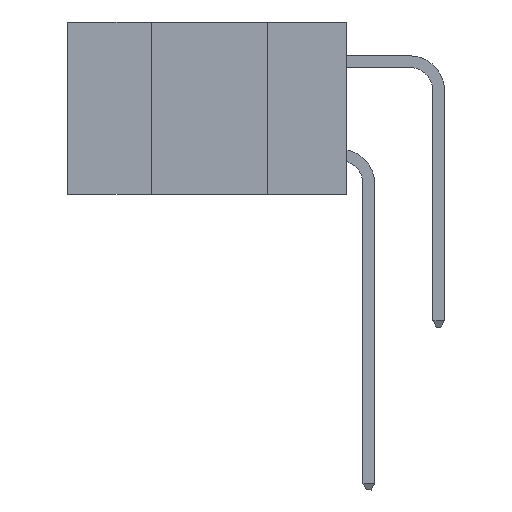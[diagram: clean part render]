
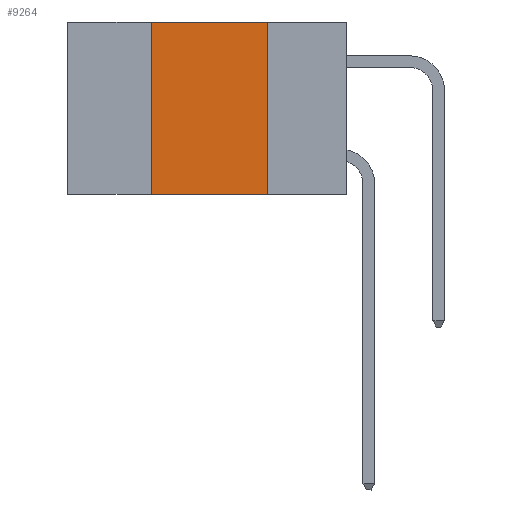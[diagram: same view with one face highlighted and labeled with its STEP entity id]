
A CAD part, left-side view. The second image highlights one B-rep face of the part: STEP entity #9264.
In plain terms, the highlighted planar face has unit normal (-1, 0, 0).
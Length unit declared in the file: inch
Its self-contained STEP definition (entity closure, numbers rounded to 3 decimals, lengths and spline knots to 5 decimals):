
#154 = DIRECTION ( 'NONE',  ( 0., -1., 0. ) ) ;
#1303 = AXIS2_PLACEMENT_3D ( 'NONE', #16079, #1336, #12838 ) ;
#1305 = VECTOR ( 'NONE', #9426, 39.37008 ) ;
#1336 = DIRECTION ( 'NONE',  ( 1., 0., 0. ) ) ;
#2005 = DIRECTION ( 'NONE',  ( 0., -1., 0. ) ) ;
#3841 = VERTEX_POINT ( 'NONE', #9751 ) ;
#4047 = CARTESIAN_POINT ( 'NONE',  ( 0., 0.6, 0. ) ) ;
#4177 = VECTOR ( 'NONE', #2005, 39.37008 ) ;
#4451 = CARTESIAN_POINT ( 'NONE',  ( 0., 0.17, 0. ) ) ;
#5287 = ORIENTED_EDGE ( 'NONE', *, *, #12380, .F. ) ;
#5359 = VERTEX_POINT ( 'NONE', #4451 ) ;
#6005 = EDGE_CURVE ( 'NONE', #12092, #7549, #9095, .T. ) ;
#6701 = FACE_OUTER_BOUND ( 'NONE', #14697, .T. ) ;
#7549 = VERTEX_POINT ( 'NONE', #18758 ) ;
#8171 = EDGE_CURVE ( 'NONE', #5359, #7549, #16800, .T. ) ;
#8180 = ORIENTED_EDGE ( 'NONE', *, *, #6005, .T. ) ;
#8599 = DIRECTION ( 'NONE',  ( 0., 0., 1. ) ) ;
#9095 = LINE ( 'NONE', #17993, #4177 ) ;
#9264 = ADVANCED_FACE ( 'NONE', ( #6701 ), #18397, .F. ) ;
#9426 = DIRECTION ( 'NONE',  ( 0., 0., -1. ) ) ;
#9526 = CARTESIAN_POINT ( 'NONE',  ( 0., 0.17, 0. ) ) ;
#9646 = VECTOR ( 'NONE', #154, 39.37008 ) ;
#9751 = CARTESIAN_POINT ( 'NONE',  ( 0., 0.42, 0. ) ) ;
#10121 = LINE ( 'NONE', #17496, #12462 ) ;
#12092 = VERTEX_POINT ( 'NONE', #18405 ) ;
#12380 = EDGE_CURVE ( 'NONE', #3841, #5359, #17158, .T. ) ;
#12462 = VECTOR ( 'NONE', #8599, 39.37008 ) ;
#12838 = DIRECTION ( 'NONE',  ( 0., 0., -1. ) ) ;
#13940 = ORIENTED_EDGE ( 'NONE', *, *, #8171, .F. ) ;
#14697 = EDGE_LOOP ( 'NONE', ( #13940, #5287, #16631, #8180 ) ) ;
#16079 = CARTESIAN_POINT ( 'NONE',  ( 0., 0.6, 0. ) ) ;
#16236 = EDGE_CURVE ( 'NONE', #12092, #3841, #10121, .T. ) ;
#16631 = ORIENTED_EDGE ( 'NONE', *, *, #16236, .F. ) ;
#16800 = LINE ( 'NONE', #9526, #1305 ) ;
#17158 = LINE ( 'NONE', #4047, #9646 ) ;
#17496 = CARTESIAN_POINT ( 'NONE',  ( 0., 0.42, 0. ) ) ;
#17993 = CARTESIAN_POINT ( 'NONE',  ( 0., 0.6, -0.37 ) ) ;
#18397 = PLANE ( 'NONE',  #1303 ) ;
#18405 = CARTESIAN_POINT ( 'NONE',  ( 0., 0.42, -0.37 ) ) ;
#18758 = CARTESIAN_POINT ( 'NONE',  ( 0., 0.17, -0.37 ) ) ;
